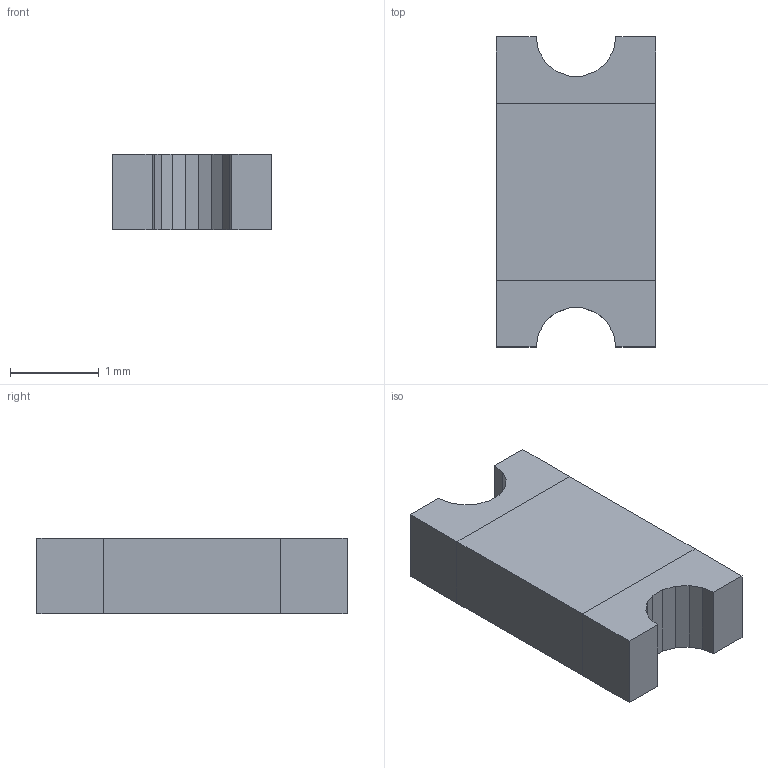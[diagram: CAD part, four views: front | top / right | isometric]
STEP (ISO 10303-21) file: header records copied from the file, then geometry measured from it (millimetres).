
FILE_DESCRIPTION(('FreeCAD Model'),'2;1');
FILE_NAME('fuse_1206.step','2018-02-22T21:40:21',( 'kicad StepUp'),('ksu MCAD'),'Open CASCADE STEP processor 6.7', 'FreeCAD','Unknown');
FILE_SCHEMA(('AUTOMOTIVE_DESIGN_CC2 { 1 2 10303 214 -1 1 5 4 }'));
Length unit declared in the file: millimetre
Products named in the file (2): ASSEMBLY; fuse_1206
Assembly tree (1 placements, depth 2):
  ASSEMBLY
    fuse_1206
Bounding box: 1.8 x 3.5 x 0.85 mm (x, y, z)
Volume: 4.8 mm3; surface area: 21.2 mm2
Topology: 1 solids, 1 shells, 34 faces, 88 edges, 56 vertices
Faces by surface type: plane 34
Entity records: 1277 total; most frequent: CARTESIAN_POINT 180, ORIENTED_EDGE 176, DIRECTION 160, EDGE_CURVE 88, LINE 88, VECTOR 88, VERTEX_POINT 56, AXIS2_PLACEMENT_3D 36
